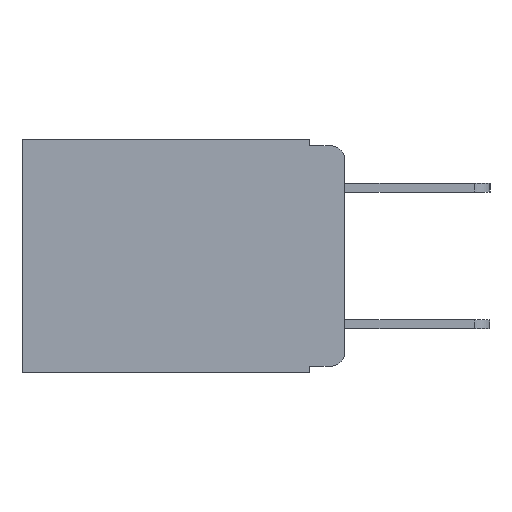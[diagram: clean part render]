
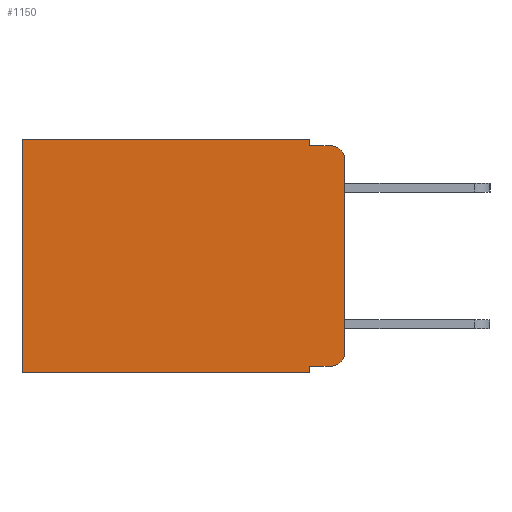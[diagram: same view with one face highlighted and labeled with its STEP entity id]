
A CAD part, left-side view. The second image highlights one B-rep face of the part: STEP entity #1150.
In plain terms, the highlighted planar face has unit normal (-1, 0, 0).
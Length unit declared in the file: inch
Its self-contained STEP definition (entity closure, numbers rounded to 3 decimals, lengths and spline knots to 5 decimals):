
#75 = AXIS2_PLACEMENT_3D ( 'NONE', #2780, #1235, #9563 ) ;
#161 = DIRECTION ( 'NONE',  ( 0., -1., 0. ) ) ;
#246 = PLANE ( 'NONE',  #7549 ) ;
#266 = FACE_OUTER_BOUND ( 'NONE', #4342, .T. ) ;
#398 = VECTOR ( 'NONE', #8927, 39.37008 ) ;
#527 = EDGE_CURVE ( 'NONE', #9617, #3386, #5253, .T. ) ;
#641 = VECTOR ( 'NONE', #1361, 39.37008 ) ;
#693 = EDGE_CURVE ( 'NONE', #940, #1917, #7618, .T. ) ;
#940 = VERTEX_POINT ( 'NONE', #7641 ) ;
#967 = ORIENTED_EDGE ( 'NONE', *, *, #5267, .T. ) ;
#1150 = ADVANCED_FACE ( 'NONE', ( #266 ), #246, .F. ) ;
#1235 = DIRECTION ( 'NONE',  ( -1., 0., 0. ) ) ;
#1263 = EDGE_CURVE ( 'NONE', #10533, #2074, #6348, .T. ) ;
#1361 = DIRECTION ( 'NONE',  ( 0., 0., -1. ) ) ;
#1518 = CARTESIAN_POINT ( 'NONE',  ( 0.298, 0.051, 0. ) ) ;
#1622 = CARTESIAN_POINT ( 'NONE',  ( 0.298, 0.02, -0.01 ) ) ;
#1640 = ORIENTED_EDGE ( 'NONE', *, *, #7704, .T. ) ;
#1690 = CARTESIAN_POINT ( 'NONE',  ( 0.298, 0.051, 0. ) ) ;
#1892 = ORIENTED_EDGE ( 'NONE', *, *, #527, .F. ) ;
#1917 = VERTEX_POINT ( 'NONE', #1622 ) ;
#1943 = VECTOR ( 'NONE', #7599, 39.37008 ) ;
#2009 = EDGE_CURVE ( 'NONE', #2074, #4958, #6857, .T. ) ;
#2074 = VERTEX_POINT ( 'NONE', #8437 ) ;
#2134 = VERTEX_POINT ( 'NONE', #7517 ) ;
#2189 = ORIENTED_EDGE ( 'NONE', *, *, #1263, .F. ) ;
#2232 = CARTESIAN_POINT ( 'NONE',  ( 0.298, 0.051, 0. ) ) ;
#2589 = EDGE_CURVE ( 'NONE', #7700, #940, #9711, .T. ) ;
#2780 = CARTESIAN_POINT ( 'NONE',  ( 0.298, 0.02, -0.313 ) ) ;
#2827 = CARTESIAN_POINT ( 'NONE',  ( 0.298, 0.051, -0.333 ) ) ;
#2870 = LINE ( 'NONE', #4829, #398 ) ;
#2958 = ORIENTED_EDGE ( 'NONE', *, *, #693, .F. ) ;
#3024 = CARTESIAN_POINT ( 'NONE',  ( 0.298, 0., -0.03 ) ) ;
#3041 = DIRECTION ( 'NONE',  ( 0., 0., -1. ) ) ;
#3076 = CARTESIAN_POINT ( 'NONE',  ( 0.298, 0.02, -0.03 ) ) ;
#3097 = DIRECTION ( 'NONE',  ( -1., 0., 0. ) ) ;
#3301 = VECTOR ( 'NONE', #161, 39.37008 ) ;
#3337 = VECTOR ( 'NONE', #6446, 39.37008 ) ;
#3386 = VERTEX_POINT ( 'NONE', #8086 ) ;
#3515 = EDGE_CURVE ( 'NONE', #9617, #1917, #4359, .T. ) ;
#3742 = DIRECTION ( 'NONE',  ( 0., 0., -1. ) ) ;
#4195 = CARTESIAN_POINT ( 'NONE',  ( 0.298, 0.051, -0.333 ) ) ;
#4313 = LINE ( 'NONE', #2827, #1943 ) ;
#4338 = ORIENTED_EDGE ( 'NONE', *, *, #2009, .F. ) ;
#4342 = EDGE_LOOP ( 'NONE', ( #1892, #4538, #2958, #8510, #967, #1640, #4338, #2189, #4482, #6136 ) ) ;
#4359 = CIRCLE ( 'NONE', #6498, 0.02 ) ;
#4482 = ORIENTED_EDGE ( 'NONE', *, *, #5416, .T. ) ;
#4538 = ORIENTED_EDGE ( 'NONE', *, *, #3515, .T. ) ;
#4696 = DIRECTION ( 'NONE',  ( 1., 0., 0. ) ) ;
#4829 = CARTESIAN_POINT ( 'NONE',  ( 0.298, 0.473, 0. ) ) ;
#4958 = VERTEX_POINT ( 'NONE', #8592 ) ;
#5170 = EDGE_CURVE ( 'NONE', #8849, #3386, #10546, .T. ) ;
#5253 = LINE ( 'NONE', #7042, #7497 ) ;
#5267 = EDGE_CURVE ( 'NONE', #7700, #2134, #7917, .T. ) ;
#5416 = EDGE_CURVE ( 'NONE', #10533, #8849, #4313, .T. ) ;
#6136 = ORIENTED_EDGE ( 'NONE', *, *, #5170, .T. ) ;
#6348 = LINE ( 'NONE', #1690, #8204 ) ;
#6446 = DIRECTION ( 'NONE',  ( 0., 1., 0. ) ) ;
#6498 = AXIS2_PLACEMENT_3D ( 'NONE', #3076, #3097, #3041 ) ;
#6584 = VECTOR ( 'NONE', #9518, 39.37008 ) ;
#6857 = LINE ( 'NONE', #10199, #6584 ) ;
#7042 = CARTESIAN_POINT ( 'NONE',  ( 0.298, 0., 0. ) ) ;
#7497 = VECTOR ( 'NONE', #9551, 39.37008 ) ;
#7517 = CARTESIAN_POINT ( 'NONE',  ( 0.298, 0.473, 0. ) ) ;
#7549 = AXIS2_PLACEMENT_3D ( 'NONE', #8692, #4696, #9381 ) ;
#7599 = DIRECTION ( 'NONE',  ( 0., -1., 0. ) ) ;
#7618 = LINE ( 'NONE', #7766, #3301 ) ;
#7641 = CARTESIAN_POINT ( 'NONE',  ( 0.298, 0.051, -0.01 ) ) ;
#7700 = VERTEX_POINT ( 'NONE', #2232 ) ;
#7704 = EDGE_CURVE ( 'NONE', #2134, #4958, #2870, .T. ) ;
#7766 = CARTESIAN_POINT ( 'NONE',  ( 0.298, 0.051, -0.01 ) ) ;
#7917 = LINE ( 'NONE', #8233, #3337 ) ;
#8076 = CARTESIAN_POINT ( 'NONE',  ( 0.298, 0.02, -0.333 ) ) ;
#8086 = CARTESIAN_POINT ( 'NONE',  ( 0.298, 0., -0.313 ) ) ;
#8204 = VECTOR ( 'NONE', #3742, 39.37008 ) ;
#8233 = CARTESIAN_POINT ( 'NONE',  ( 0.298, 0., 0. ) ) ;
#8437 = CARTESIAN_POINT ( 'NONE',  ( 0.298, 0.051, -0.343 ) ) ;
#8510 = ORIENTED_EDGE ( 'NONE', *, *, #2589, .F. ) ;
#8592 = CARTESIAN_POINT ( 'NONE',  ( 0.298, 0.473, -0.343 ) ) ;
#8692 = CARTESIAN_POINT ( 'NONE',  ( 0.298, 0., 0. ) ) ;
#8849 = VERTEX_POINT ( 'NONE', #8076 ) ;
#8927 = DIRECTION ( 'NONE',  ( 0., 0., -1. ) ) ;
#9381 = DIRECTION ( 'NONE',  ( 0., 0., -1. ) ) ;
#9518 = DIRECTION ( 'NONE',  ( 0., 1., 0. ) ) ;
#9551 = DIRECTION ( 'NONE',  ( 0., 0., -1. ) ) ;
#9563 = DIRECTION ( 'NONE',  ( 0., 0., -1. ) ) ;
#9617 = VERTEX_POINT ( 'NONE', #3024 ) ;
#9711 = LINE ( 'NONE', #1518, #641 ) ;
#10199 = CARTESIAN_POINT ( 'NONE',  ( 0.298, 0., -0.343 ) ) ;
#10533 = VERTEX_POINT ( 'NONE', #4195 ) ;
#10546 = CIRCLE ( 'NONE', #75, 0.02 ) ;
